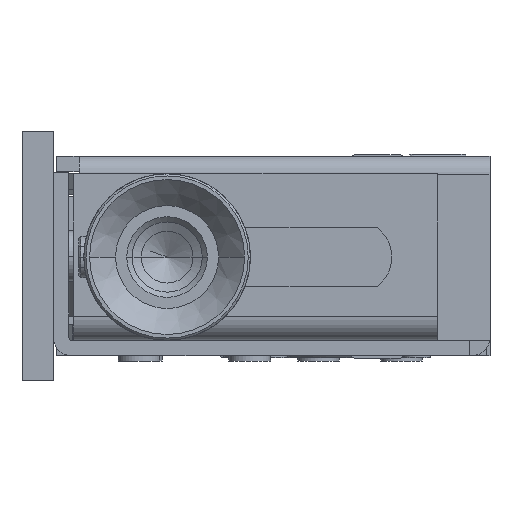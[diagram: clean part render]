
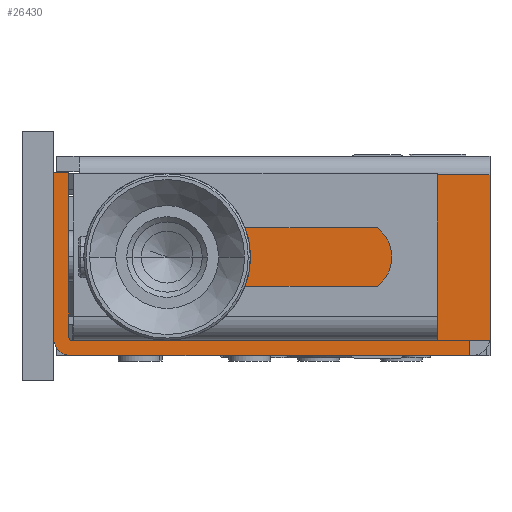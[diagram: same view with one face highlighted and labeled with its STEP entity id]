
A CAD part, front view. The second image highlights one B-rep face of the part: STEP entity #26430.
In plain terms, the highlighted planar face has unit normal (0, -1, 0).
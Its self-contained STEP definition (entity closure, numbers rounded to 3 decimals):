
#941=DIRECTION('',(0.,0.,-1.));
#942=VECTOR('',#941,2.3);
#943=CARTESIAN_POINT('',(7.,-126.8,3.8));
#944=LINE('',#943,#942);
#945=DIRECTION('',(1.,0.,0.));
#946=VECTOR('',#945,31.5);
#947=CARTESIAN_POINT('',(-24.5,-126.8,3.8));
#948=LINE('',#947,#946);
#949=DIRECTION('',(0.,0.,1.));
#950=VECTOR('',#949,13.6);
#951=CARTESIAN_POINT('',(-24.5,-126.8,3.8));
#952=LINE('',#951,#950);
#953=DIRECTION('',(1.,0.,0.));
#954=VECTOR('',#953,39.5);
#955=CARTESIAN_POINT('',(-24.5,-126.8,17.4));
#956=LINE('',#955,#954);
#957=DIRECTION('',(1.,0.,0.));
#958=VECTOR('',#957,2.);
#959=CARTESIAN_POINT('',(13.,-126.8,1.5));
#960=LINE('',#959,#958);
#961=CARTESIAN_POINT('',(-25.2,-126.8,1.8));
#962=DIRECTION('',(0.,-1.,0.));
#963=DIRECTION('',(-1.,0.,0.));
#964=AXIS2_PLACEMENT_3D('',#961,#962,#963);
#966=DIRECTION('',(0.,0.,1.));
#967=VECTOR('',#966,15.85);
#968=CARTESIAN_POINT('',(-27.,-126.8,1.8));
#969=LINE('',#968,#967);
#970=DIRECTION('',(1.,0.,0.));
#971=VECTOR('',#970,11.994);
#972=CARTESIAN_POINT('',(-22.75,-126.8,1.5));
#973=LINE('',#972,#971);
#974=DIRECTION('',(1.,0.,0.));
#975=VECTOR('',#974,11.694);
#976=CARTESIAN_POINT('',(-5.444,-126.8,1.5));
#977=LINE('',#976,#975);
#986=DIRECTION('',(1.,0.,0.));
#987=VECTOR('',#986,0.75);
#988=CARTESIAN_POINT('',(6.25,-126.8,1.5));
#989=LINE('',#988,#987);
#1247=DIRECTION('',(1.,0.,0.));
#1248=VECTOR('',#1247,2.45);
#1249=CARTESIAN_POINT('',(-25.2,-126.8,1.5));
#1250=LINE('',#1249,#1248);
#1728=DIRECTION('',(0.,0.,1.));
#1729=VECTOR('',#1728,1.5);
#1730=CARTESIAN_POINT('',(13.,-126.8,0.));
#1731=LINE('',#1730,#1729);
#1956=DIRECTION('',(1.,0.,0.));
#1957=VECTOR('',#1956,38.2);
#1958=CARTESIAN_POINT('',(-25.2,-126.8,0.));
#1959=LINE('',#1958,#1957);
#3078=CARTESIAN_POINT('',(-25.2,-126.8,1.8));
#3079=DIRECTION('',(0.,1.,0.));
#3080=DIRECTION('',(0.,0.,-1.));
#3081=AXIS2_PLACEMENT_3D('',#3078,#3079,#3080);
#3104=DIRECTION('',(0.,0.,1.));
#3105=VECTOR('',#3104,15.85);
#3106=CARTESIAN_POINT('',(-25.5,-126.8,1.8));
#3107=LINE('',#3106,#3105);
#3176=DIRECTION('',(1.,0.,0.));
#3177=VECTOR('',#3176,1.5);
#3178=CARTESIAN_POINT('',(-27.,-126.8,17.65));
#3179=LINE('',#3178,#3177);
#8790=DIRECTION('',(1.,0.,0.));
#8791=VECTOR('',#8790,5.312);
#8792=CARTESIAN_POINT('',(-10.756,-126.8,1.5));
#8793=LINE('',#8792,#8791);
#9301=DIRECTION('',(0.,0.,1.));
#9302=VECTOR('',#9301,15.9);
#9303=CARTESIAN_POINT('',(15.,-126.8,1.5));
#9304=LINE('',#9303,#9302);
#19772=CARTESIAN_POINT('',(-25.2,-126.8,1.5));
#19773=CARTESIAN_POINT('',(-25.5,-126.8,1.8));
#19774=VERTEX_POINT('',#19772);
#19775=VERTEX_POINT('',#19773);
#19834=CARTESIAN_POINT('',(-25.5,-126.8,17.65));
#19836=VERTEX_POINT('',#19834);
#19858=CARTESIAN_POINT('',(-25.2,-126.8,0.));
#19859=CARTESIAN_POINT('',(13.,-126.8,0.));
#19860=VERTEX_POINT('',#19858);
#19861=VERTEX_POINT('',#19859);
#20498=CARTESIAN_POINT('',(-10.756,-126.8,1.5));
#20500=VERTEX_POINT('',#20498);
#20501=CARTESIAN_POINT('',(-5.444,-126.8,1.5));
#20502=VERTEX_POINT('',#20501);
#20505=CARTESIAN_POINT('',(-22.75,-126.8,1.5));
#20507=VERTEX_POINT('',#20505);
#20509=CARTESIAN_POINT('',(6.25,-126.8,1.5));
#20511=VERTEX_POINT('',#20509);
#23139=CARTESIAN_POINT('',(-27.,-126.8,1.8));
#23140=CARTESIAN_POINT('',(-27.,-126.8,17.65));
#23141=VERTEX_POINT('',#23139);
#23142=VERTEX_POINT('',#23140);
#23925=CARTESIAN_POINT('',(7.,-126.8,3.8));
#23927=VERTEX_POINT('',#23925);
#23929=CARTESIAN_POINT('',(15.,-126.8,1.5));
#23931=VERTEX_POINT('',#23929);
#23966=CARTESIAN_POINT('',(15.,-126.8,17.4));
#23968=VERTEX_POINT('',#23966);
#24013=CARTESIAN_POINT('',(-24.5,-126.8,3.8));
#24014=CARTESIAN_POINT('',(-24.5,-126.8,17.4));
#24015=VERTEX_POINT('',#24013);
#24016=VERTEX_POINT('',#24014);
#24057=CARTESIAN_POINT('',(7.,-126.8,1.5));
#24058=VERTEX_POINT('',#24057);
#24059=CARTESIAN_POINT('',(13.,-126.8,1.5));
#24060=VERTEX_POINT('',#24059);
#26388=CARTESIAN_POINT('',(-27.,-126.8,0.));
#26389=DIRECTION('',(0.,-1.,0.));
#26390=DIRECTION('',(1.,0.,0.));
#26391=AXIS2_PLACEMENT_3D('',#26388,#26389,#26390);
#26392=PLANE('',#26391);
#26394=ORIENTED_EDGE('',*,*,#26393,.T.);
#26396=ORIENTED_EDGE('',*,*,#26395,.F.);
#26398=ORIENTED_EDGE('',*,*,#26397,.F.);
#26400=ORIENTED_EDGE('',*,*,#26399,.T.);
#26402=ORIENTED_EDGE('',*,*,#26401,.T.);
#26404=ORIENTED_EDGE('',*,*,#26403,.F.);
#26406=ORIENTED_EDGE('',*,*,#26405,.F.);
#26408=ORIENTED_EDGE('',*,*,#26407,.F.);
#26410=ORIENTED_EDGE('',*,*,#26409,.F.);
#26412=ORIENTED_EDGE('',*,*,#26411,.F.);
#26413=ORIENTED_EDGE('',*,*,#25178,.T.);
#26415=ORIENTED_EDGE('',*,*,#26414,.T.);
#26417=ORIENTED_EDGE('',*,*,#26416,.F.);
#26419=ORIENTED_EDGE('',*,*,#26418,.F.);
#26421=ORIENTED_EDGE('',*,*,#26420,.T.);
#26423=ORIENTED_EDGE('',*,*,#26422,.T.);
#26425=ORIENTED_EDGE('',*,*,#26424,.T.);
#26427=ORIENTED_EDGE('',*,*,#26426,.T.);
#26428=EDGE_LOOP('',(#26394,#26396,#26398,#26400,#26402,#26404,#26406,#26408,
#26410,#26412,#26413,#26415,#26417,#26419,#26421,#26423,#26425,#26427));
#26429=FACE_OUTER_BOUND('',#26428,.F.);
#965=CIRCLE('',#964,1.8);
#3082=CIRCLE('',#3081,0.3);
#25178=EDGE_CURVE('',#23141,#23142,#969,.T.);
#26393=EDGE_CURVE('',#20511,#24058,#989,.T.);
#26395=EDGE_CURVE('',#23927,#24058,#944,.T.);
#26397=EDGE_CURVE('',#24015,#23927,#948,.T.);
#26399=EDGE_CURVE('',#24015,#24016,#952,.T.);
#26401=EDGE_CURVE('',#24016,#23968,#956,.T.);
#26403=EDGE_CURVE('',#23931,#23968,#9304,.T.);
#26405=EDGE_CURVE('',#24060,#23931,#960,.T.);
#26407=EDGE_CURVE('',#19861,#24060,#1731,.T.);
#26409=EDGE_CURVE('',#19860,#19861,#1959,.T.);
#26411=EDGE_CURVE('',#23141,#19860,#965,.T.);
#26414=EDGE_CURVE('',#23142,#19836,#3179,.T.);
#26416=EDGE_CURVE('',#19775,#19836,#3107,.T.);
#26418=EDGE_CURVE('',#19774,#19775,#3082,.T.);
#26420=EDGE_CURVE('',#19774,#20507,#1250,.T.);
#26422=EDGE_CURVE('',#20507,#20500,#973,.T.);
#26424=EDGE_CURVE('',#20500,#20502,#8793,.T.);
#26426=EDGE_CURVE('',#20502,#20511,#977,.T.);
#26430=ADVANCED_FACE('',(#26429),#26392,.T.);
